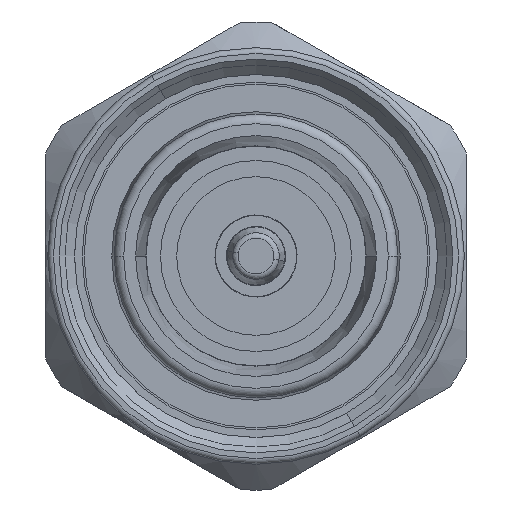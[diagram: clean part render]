
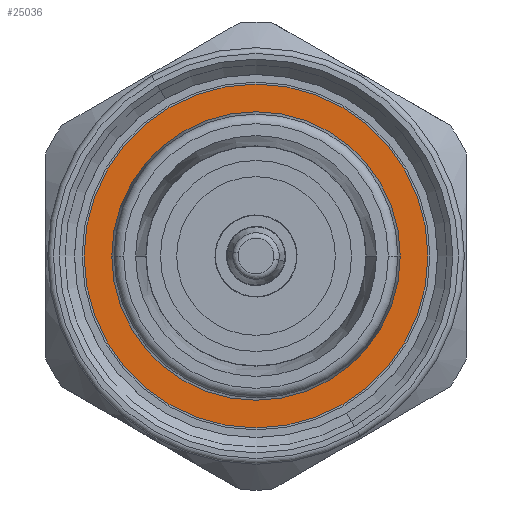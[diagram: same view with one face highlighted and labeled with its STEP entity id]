
A CAD part, left-side view. The second image highlights one B-rep face of the part: STEP entity #25036.
In plain terms, the highlighted face is planar.
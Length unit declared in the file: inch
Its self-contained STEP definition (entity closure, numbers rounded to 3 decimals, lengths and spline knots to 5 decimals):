
#1329 = DIRECTION ( 'NONE',  ( 1., 0., 0. ) ) ;
#3411 = CARTESIAN_POINT ( 'NONE',  ( -0.33071, 0., 0.35433 ) ) ;
#3429 = EDGE_CURVE ( 'NONE', #10513, #32661, #11533, .T. ) ;
#6450 = CARTESIAN_POINT ( 'NONE',  ( -0.33071, 0., 0. ) ) ;
#7626 = FACE_OUTER_BOUND ( 'NONE', #54146, .T. ) ;
#10513 = VERTEX_POINT ( 'NONE', #28855 ) ;
#11533 = CIRCLE ( 'NONE', #50585, 0.29724 ) ;
#13423 = PLANE ( 'NONE',  #36264 ) ;
#15796 = CARTESIAN_POINT ( 'NONE',  ( -0.33071, 0., -0.29724 ) ) ;
#18131 = AXIS2_PLACEMENT_3D ( 'NONE', #59728, #45243, #34620 ) ;
#21599 = EDGE_LOOP ( 'NONE', ( #30261, #42682 ) ) ;
#23070 = DIRECTION ( 'NONE',  ( 0., 1., 0. ) ) ;
#24383 = EDGE_CURVE ( 'NONE', #32661, #10513, #56200, .T. ) ;
#24718 = VERTEX_POINT ( 'NONE', #3411 ) ;
#25036 = ADVANCED_FACE ( 'NONE', ( #7626, #37562 ), #13423, .T. ) ;
#26775 = CARTESIAN_POINT ( 'NONE',  ( -0.33071, 0., 0. ) ) ;
#27100 = CARTESIAN_POINT ( 'NONE',  ( -0.33071, 0., 0. ) ) ;
#27739 = CIRCLE ( 'NONE', #35980, 0.35433 ) ;
#27749 = ORIENTED_EDGE ( 'NONE', *, *, #52941, .T. ) ;
#28855 = CARTESIAN_POINT ( 'NONE',  ( -0.33071, 0., 0.29724 ) ) ;
#30261 = ORIENTED_EDGE ( 'NONE', *, *, #24383, .F. ) ;
#32547 = DIRECTION ( 'NONE',  ( 1., 0., 0. ) ) ;
#32661 = VERTEX_POINT ( 'NONE', #15796 ) ;
#33664 = EDGE_CURVE ( 'NONE', #24718, #56637, #40118, .T. ) ;
#34620 = DIRECTION ( 'NONE',  ( 0., 0., -1. ) ) ;
#35980 = AXIS2_PLACEMENT_3D ( 'NONE', #27100, #32547, #46748 ) ;
#36264 = AXIS2_PLACEMENT_3D ( 'NONE', #37252, #57211, #23070 ) ;
#36753 = DIRECTION ( 'NONE',  ( 0., 0., -1. ) ) ;
#37252 = CARTESIAN_POINT ( 'NONE',  ( -0.33071, 0.35433, 0. ) ) ;
#37562 = FACE_BOUND ( 'NONE', #21599, .T. ) ;
#40118 = CIRCLE ( 'NONE', #51471, 0.35433 ) ;
#40903 = DIRECTION ( 'NONE',  ( 0., 0., -1. ) ) ;
#40971 = CARTESIAN_POINT ( 'NONE',  ( -0.33071, 0., -0.35433 ) ) ;
#42682 = ORIENTED_EDGE ( 'NONE', *, *, #3429, .F. ) ;
#45243 = DIRECTION ( 'NONE',  ( 1., 0., 0. ) ) ;
#45749 = DIRECTION ( 'NONE',  ( 1., 0., 0. ) ) ;
#46748 = DIRECTION ( 'NONE',  ( 0., 0., -1. ) ) ;
#49624 = ORIENTED_EDGE ( 'NONE', *, *, #33664, .T. ) ;
#50585 = AXIS2_PLACEMENT_3D ( 'NONE', #6450, #45749, #40903 ) ;
#51471 = AXIS2_PLACEMENT_3D ( 'NONE', #26775, #1329, #36753 ) ;
#52941 = EDGE_CURVE ( 'NONE', #56637, #24718, #27739, .T. ) ;
#54146 = EDGE_LOOP ( 'NONE', ( #27749, #49624 ) ) ;
#56200 = CIRCLE ( 'NONE', #18131, 0.29724 ) ;
#56637 = VERTEX_POINT ( 'NONE', #40971 ) ;
#57211 = DIRECTION ( 'NONE',  ( 1., 0., 0. ) ) ;
#59728 = CARTESIAN_POINT ( 'NONE',  ( -0.33071, 0., 0. ) ) ;
